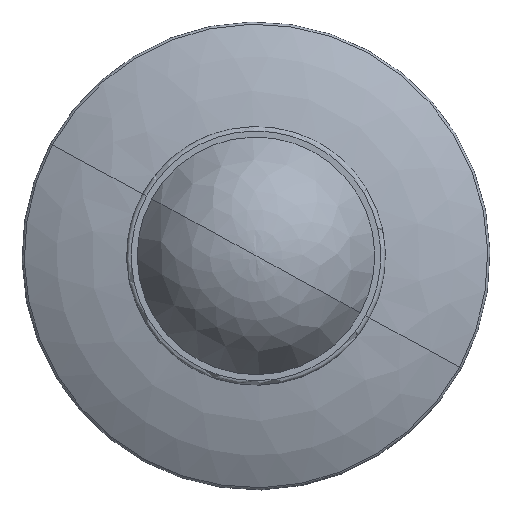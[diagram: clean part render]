
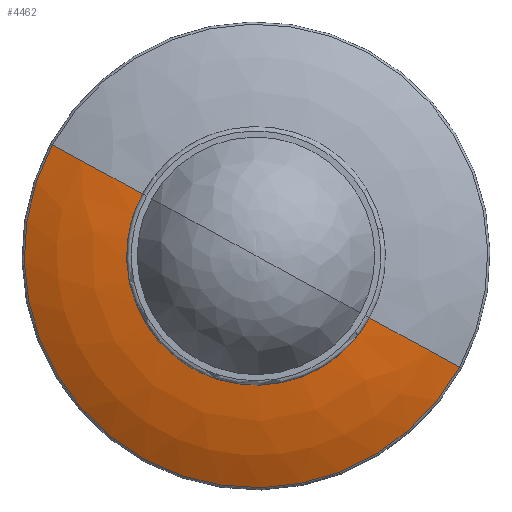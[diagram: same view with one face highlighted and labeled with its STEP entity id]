
A CAD part, top view. The second image highlights one B-rep face of the part: STEP entity #4462.
In plain terms, the highlighted face is a revolution surface.
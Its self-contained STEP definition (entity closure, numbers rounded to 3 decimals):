
#4415=AXIS2_PLACEMENT_3D('Circle Axis2P3D',#4413,#4414,$) ;
#4453=AXIS2_PLACEMENT_3D('Circle Axis2P3D',#4451,#4452,$) ;
#4390=CARTESIAN_POINT('Vertex',(25.45,-13.903,32.792)) ;
#4397=CARTESIAN_POINT('Vertex',(-25.45,13.903,32.792)) ;
#4413=CARTESIAN_POINT('Axis2P3D Location',(0.,0.,32.792)) ;
#4427=CARTESIAN_POINT('Control Point',(-51.999,0.,24.867)) ;
#4428=CARTESIAN_POINT('Control Point',(-44.951,0.,28.92)) ;
#4429=CARTESIAN_POINT('Control Point',(-37.277,0.,31.564)) ;
#4430=CARTESIAN_POINT('Control Point',(-29.,0.,32.792)) ;
#4431=CARTESIAN_POINT('Axis1P Location',(0.,0.,37.8)) ;
#4436=CARTESIAN_POINT('Control Point',(45.633,-24.929,24.867)) ;
#4437=CARTESIAN_POINT('Control Point',(39.448,-21.551,28.92)) ;
#4438=CARTESIAN_POINT('Control Point',(32.713,-17.871,31.564)) ;
#4439=CARTESIAN_POINT('Control Point',(25.45,-13.903,32.792)) ;
#4440=CARTESIAN_POINT('Vertex',(45.633,-24.929,24.867)) ;
#4444=CARTESIAN_POINT('Control Point',(-45.633,24.929,24.867)) ;
#4445=CARTESIAN_POINT('Control Point',(-39.448,21.551,28.92)) ;
#4446=CARTESIAN_POINT('Control Point',(-32.713,17.871,31.564)) ;
#4447=CARTESIAN_POINT('Control Point',(-25.45,13.903,32.792)) ;
#4448=CARTESIAN_POINT('Vertex',(-45.633,24.929,24.867)) ;
#4451=CARTESIAN_POINT('Axis2P3D Location',(0.,0.,24.867)) ;
#4414=DIRECTION('Axis2P3D Direction',(0.,0.,-1.)) ;
#4432=DIRECTION('Axis1P Direction',(0.,0.,-1.)) ;
#4452=DIRECTION('Axis2P3D Direction',(0.,0.,-1.)) ;
#4433=AXIS1_PLACEMENT('Revolution Surface Axis1P',#4431,#4432) ;
#4457=ORIENTED_EDGE('',*,*,#4442,.T.) ;
#4458=ORIENTED_EDGE('',*,*,#4417,.T.) ;
#4459=ORIENTED_EDGE('',*,*,#4450,.F.) ;
#4460=ORIENTED_EDGE('',*,*,#4455,.F.) ;
#4462=ADVANCED_FACE('PartBody',(#4461),#4434,.F.) ;
#4426=B_SPLINE_CURVE_WITH_KNOTS('',3,(#4427,#4428,#4429,#4430),.UNSPECIFIED.,.F.,.U.,(4,4),(0.,23.989),.UNSPECIFIED.) ;
#4435=B_SPLINE_CURVE_WITH_KNOTS('',3,(#4436,#4437,#4438,#4439),.UNSPECIFIED.,.F.,.U.,(4,4),(0.,23.989),.UNSPECIFIED.) ;
#4443=B_SPLINE_CURVE_WITH_KNOTS('',3,(#4444,#4445,#4446,#4447),.UNSPECIFIED.,.F.,.U.,(4,4),(0.,23.989),.UNSPECIFIED.) ;
#4416=CIRCLE('generated circle',#4415,29.) ;
#4454=CIRCLE('generated circle',#4453,51.999) ;
#4417=EDGE_CURVE('',#4391,#4398,#4416,.T.) ;
#4442=EDGE_CURVE('',#4441,#4391,#4435,.T.) ;
#4450=EDGE_CURVE('',#4449,#4398,#4443,.T.) ;
#4455=EDGE_CURVE('',#4441,#4449,#4454,.T.) ;
#4456=EDGE_LOOP('',(#4457,#4458,#4459,#4460)) ;
#4461=FACE_OUTER_BOUND('',#4456,.T.) ;
#4434=SURFACE_OF_REVOLUTION('Surface of Revolution',#4426,#4433) ;
#4391=VERTEX_POINT('',#4390) ;
#4398=VERTEX_POINT('',#4397) ;
#4441=VERTEX_POINT('',#4440) ;
#4449=VERTEX_POINT('',#4448) ;
